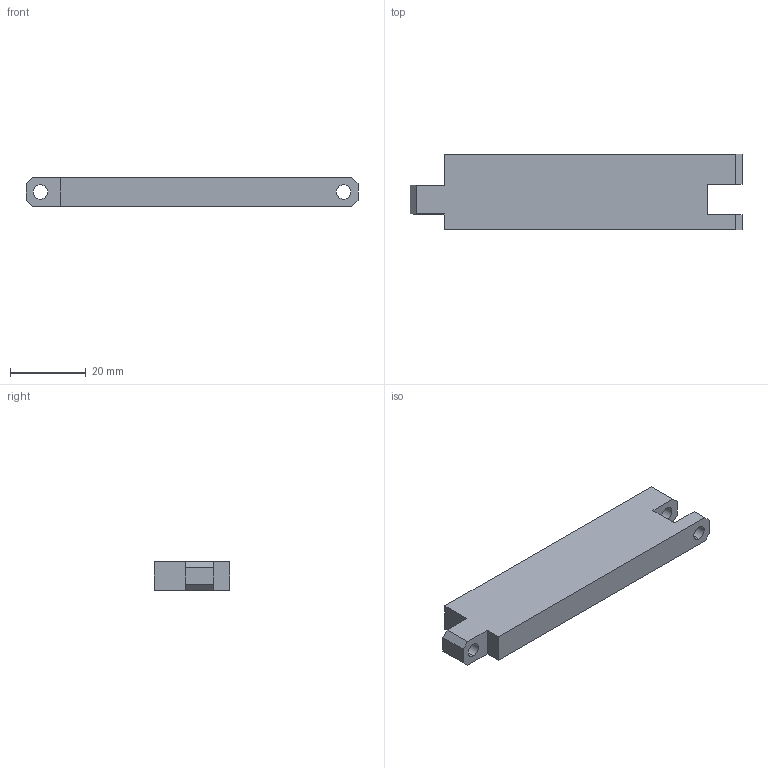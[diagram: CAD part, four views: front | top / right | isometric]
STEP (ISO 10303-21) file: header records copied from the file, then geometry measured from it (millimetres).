
FILE_DESCRIPTION (( 'STEP AP214' ), '1' );
FILE_NAME ('AC_Beam_80.STEP', '2023-01-29T07:45:20', ( '' ), ( '' ), '', '', '' );
FILE_SCHEMA (( 'AUTOMOTIVE_DESIGN' ));
Length unit declared in the file: millimetre
Products named in the file (1): AC_Beam_80
Bounding box: 87.6 x 20 x 7.6 mm (x, y, z)
Volume: 11576.2 mm3; surface area: 5055.6 mm2
Topology: 1 solids, 1 shells, 33 faces, 90 edges, 60 vertices
Faces by surface type: plane 27, cylinder 6
Entity records: 1082 total; most frequent: CARTESIAN_POINT 184, ORIENTED_EDGE 180, DIRECTION 170, EDGE_CURVE 90, VECTOR 78, LINE 78, VERTEX_POINT 60, AXIS2_PLACEMENT_3D 46
